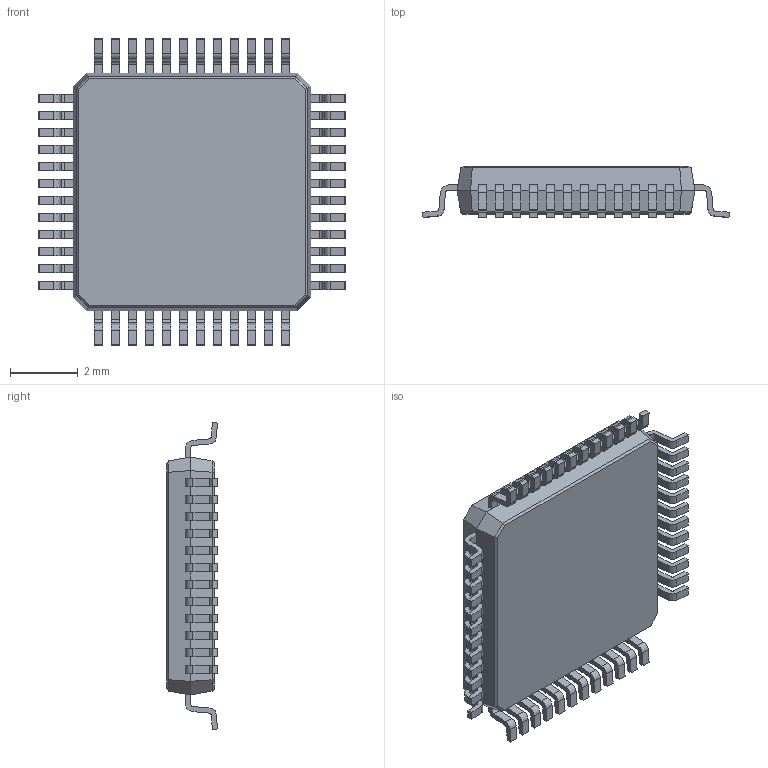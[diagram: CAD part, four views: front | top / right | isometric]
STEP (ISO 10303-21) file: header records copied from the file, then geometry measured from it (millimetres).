
FILE_DESCRIPTION (( 'STEP AP214' ), '1' );
FILE_NAME ('LQFP48.STEP', '2018-04-28T16:11:43', ( 'M.B.I.' ), ( '' ), 'SwSTEP 2.0', '', '' );
FILE_SCHEMA (( 'AUTOMOTIVE_DESIGN' ));
Length unit declared in the file: millimetre
Products named in the file (1): LQFP48
Bounding box: 9.03 x 1.5 x 9.03 mm (x, y, z)
Volume: 69.5 mm3; surface area: 211.9 mm2
Topology: 49 solids, 49 shells, 1213 faces, 3206 edges, 2128 vertices
Faces by surface type: plane 715, bspline 300, cylinder 192, torus 4, cone 2
Entity records: 46106 total; most frequent: CARTESIAN_POINT 17216, ORIENTED_EDGE 6412, DIRECTION 4830, EDGE_CURVE 3206, VECTOR 2210, LINE 2210, VERTEX_POINT 2128, AXIS2_PLACEMENT_3D 1310
